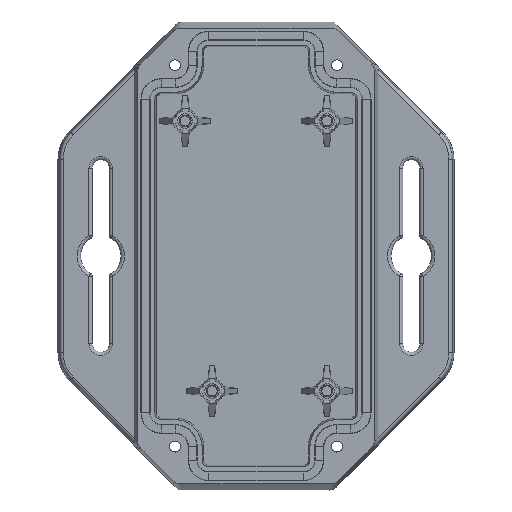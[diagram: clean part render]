
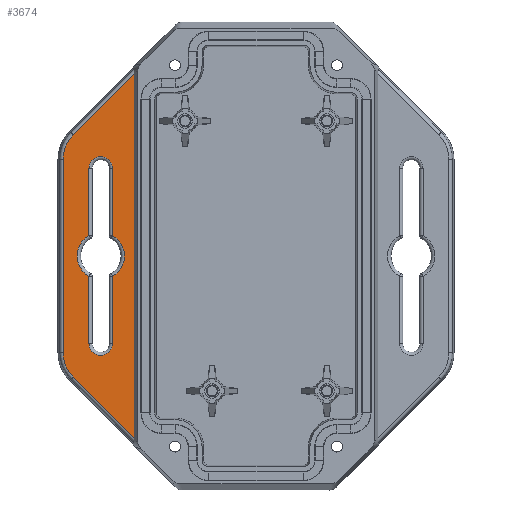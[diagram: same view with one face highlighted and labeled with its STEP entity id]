
A CAD part, top view. The second image highlights one B-rep face of the part: STEP entity #3674.
In plain terms, the highlighted planar face has unit normal (0, 0, 1).
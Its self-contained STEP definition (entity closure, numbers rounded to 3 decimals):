
#2323 = VERTEX_POINT('',#2324);
#2324 = CARTESIAN_POINT('',(-49.5,6.062,4.));
#2333 = VERTEX_POINT('',#2334);
#2334 = CARTESIAN_POINT('',(-49.5,-6.062,4.));
#2341 = EDGE_CURVE('',#2323,#2333,#2342,.T.);
#2342 = CIRCLE('',#2343,7.);
#2343 = AXIS2_PLACEMENT_3D('',#2344,#2345,#2346);
#2344 = CARTESIAN_POINT('',(-46.,0.,4.));
#2345 = DIRECTION('',(0.,0.,1.));
#2346 = DIRECTION('',(-0.417,0.909,0.));
#3674 = ADVANCED_FACE('',(#3675,#3727),#3787,.T.);
#3675 = FACE_BOUND('',#3676,.T.);
#3676 = EDGE_LOOP('',(#3677,#3687,#3695,#3703,#3712,#3720));
#3677 = ORIENTED_EDGE('',*,*,#3678,.T.);
#3678 = EDGE_CURVE('',#3679,#3681,#3683,.T.);
#3679 = VERTEX_POINT('',#3680);
#3680 = CARTESIAN_POINT('',(-54.185,-35.862,4.));
#3681 = VERTEX_POINT('',#3682);
#3682 = CARTESIAN_POINT('',(-36.073,-53.974,4.));
#3683 = LINE('',#3684,#3685);
#3684 = CARTESIAN_POINT('',(-54.185,-35.862,4.));
#3685 = VECTOR('',#3686,1.);
#3686 = DIRECTION('',(0.707,-0.707,0.));
#3687 = ORIENTED_EDGE('',*,*,#3688,.F.);
#3688 = EDGE_CURVE('',#3689,#3681,#3691,.T.);
#3689 = VERTEX_POINT('',#3690);
#3690 = CARTESIAN_POINT('',(-36.073,53.974,4.));
#3691 = LINE('',#3692,#3693);
#3692 = CARTESIAN_POINT('',(-36.073,-50.,4.));
#3693 = VECTOR('',#3694,1.);
#3694 = DIRECTION('',(0.,-1.,0.));
#3695 = ORIENTED_EDGE('',*,*,#3696,.T.);
#3696 = EDGE_CURVE('',#3689,#3697,#3699,.T.);
#3697 = VERTEX_POINT('',#3698);
#3698 = CARTESIAN_POINT('',(-54.185,35.862,4.));
#3699 = LINE('',#3700,#3701);
#3700 = CARTESIAN_POINT('',(-31.957,58.09,4.));
#3701 = VECTOR('',#3702,1.);
#3702 = DIRECTION('',(-0.707,-0.707,0.));
#3703 = ORIENTED_EDGE('',*,*,#3704,.T.);
#3704 = EDGE_CURVE('',#3697,#3705,#3707,.T.);
#3705 = VERTEX_POINT('',#3706);
#3706 = CARTESIAN_POINT('',(-57.161,28.677,4.));
#3707 = CIRCLE('',#3708,10.161);
#3708 = AXIS2_PLACEMENT_3D('',#3709,#3710,#3711);
#3709 = CARTESIAN_POINT('',(-47.,28.677,4.));
#3710 = DIRECTION('',(0.,0.,1.));
#3711 = DIRECTION('',(-0.707,0.707,0.));
#3712 = ORIENTED_EDGE('',*,*,#3713,.T.);
#3713 = EDGE_CURVE('',#3705,#3714,#3716,.T.);
#3714 = VERTEX_POINT('',#3715);
#3715 = CARTESIAN_POINT('',(-57.161,-28.677,4.));
#3716 = LINE('',#3717,#3718);
#3717 = CARTESIAN_POINT('',(-57.161,28.677,4.));
#3718 = VECTOR('',#3719,1.);
#3719 = DIRECTION('',(0.,-1.,0.));
#3720 = ORIENTED_EDGE('',*,*,#3721,.T.);
#3721 = EDGE_CURVE('',#3714,#3679,#3722,.T.);
#3722 = CIRCLE('',#3723,10.161);
#3723 = AXIS2_PLACEMENT_3D('',#3724,#3725,#3726);
#3724 = CARTESIAN_POINT('',(-47.,-28.677,4.));
#3725 = DIRECTION('',(0.,0.,1.));
#3726 = DIRECTION('',(-1.,0.,0.));
#3727 = FACE_BOUND('',#3728,.T.);
#3728 = EDGE_LOOP('',(#3729,#3739,#3748,#3756,#3765,#3771,#3772,#3780));
#3729 = ORIENTED_EDGE('',*,*,#3730,.F.);
#3730 = EDGE_CURVE('',#3731,#3733,#3735,.T.);
#3731 = VERTEX_POINT('',#3732);
#3732 = CARTESIAN_POINT('',(-42.5,6.062,4.));
#3733 = VERTEX_POINT('',#3734);
#3734 = CARTESIAN_POINT('',(-42.5,26.,4.));
#3735 = LINE('',#3736,#3737);
#3736 = CARTESIAN_POINT('',(-42.5,5.454,4.));
#3737 = VECTOR('',#3738,1.);
#3738 = DIRECTION('',(0.,1.,0.));
#3739 = ORIENTED_EDGE('',*,*,#3740,.F.);
#3740 = EDGE_CURVE('',#3741,#3731,#3743,.T.);
#3741 = VERTEX_POINT('',#3742);
#3742 = CARTESIAN_POINT('',(-42.5,-6.062,4.));
#3743 = CIRCLE('',#3744,7.);
#3744 = AXIS2_PLACEMENT_3D('',#3745,#3746,#3747);
#3745 = CARTESIAN_POINT('',(-46.,0.,4.));
#3746 = DIRECTION('',(-0.,0.,1.));
#3747 = DIRECTION('',(0.417,-0.909,0.));
#3748 = ORIENTED_EDGE('',*,*,#3749,.T.);
#3749 = EDGE_CURVE('',#3741,#3750,#3752,.T.);
#3750 = VERTEX_POINT('',#3751);
#3751 = CARTESIAN_POINT('',(-42.5,-26.,4.));
#3752 = LINE('',#3753,#3754);
#3753 = CARTESIAN_POINT('',(-42.5,-5.454,4.));
#3754 = VECTOR('',#3755,1.);
#3755 = DIRECTION('',(0.,-1.,0.));
#3756 = ORIENTED_EDGE('',*,*,#3757,.T.);
#3757 = EDGE_CURVE('',#3750,#3758,#3760,.T.);
#3758 = VERTEX_POINT('',#3759);
#3759 = CARTESIAN_POINT('',(-49.5,-26.,4.));
#3760 = CIRCLE('',#3761,3.5);
#3761 = AXIS2_PLACEMENT_3D('',#3762,#3763,#3764);
#3762 = CARTESIAN_POINT('',(-46.,-26.,4.));
#3763 = DIRECTION('',(0.,-0.,-1.));
#3764 = DIRECTION('',(1.,0.,0.));
#3765 = ORIENTED_EDGE('',*,*,#3766,.T.);
#3766 = EDGE_CURVE('',#3758,#2333,#3767,.T.);
#3767 = LINE('',#3768,#3769);
#3768 = CARTESIAN_POINT('',(-49.5,-26.,4.));
#3769 = VECTOR('',#3770,1.);
#3770 = DIRECTION('',(0.,1.,0.));
#3771 = ORIENTED_EDGE('',*,*,#2341,.F.);
#3772 = ORIENTED_EDGE('',*,*,#3773,.F.);
#3773 = EDGE_CURVE('',#3774,#2323,#3776,.T.);
#3774 = VERTEX_POINT('',#3775);
#3775 = CARTESIAN_POINT('',(-49.5,26.,4.));
#3776 = LINE('',#3777,#3778);
#3777 = CARTESIAN_POINT('',(-49.5,26.,4.));
#3778 = VECTOR('',#3779,1.);
#3779 = DIRECTION('',(-0.,-1.,-0.));
#3780 = ORIENTED_EDGE('',*,*,#3781,.F.);
#3781 = EDGE_CURVE('',#3733,#3774,#3782,.T.);
#3782 = CIRCLE('',#3783,3.5);
#3783 = AXIS2_PLACEMENT_3D('',#3784,#3785,#3786);
#3784 = CARTESIAN_POINT('',(-46.,26.,4.));
#3785 = DIRECTION('',(0.,-0.,1.));
#3786 = DIRECTION('',(1.,0.,0.));
#3787 = PLANE('',#3788);
#3788 = AXIS2_PLACEMENT_3D('',#3789,#3790,#3791);
#3789 = CARTESIAN_POINT('',(0.,0.,4.)
  );
#3790 = DIRECTION('',(0.,0.,1.));
#3791 = DIRECTION('',(1.,0.,0.));
